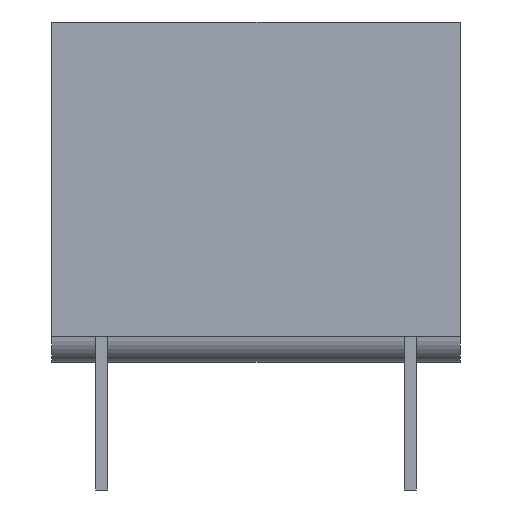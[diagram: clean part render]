
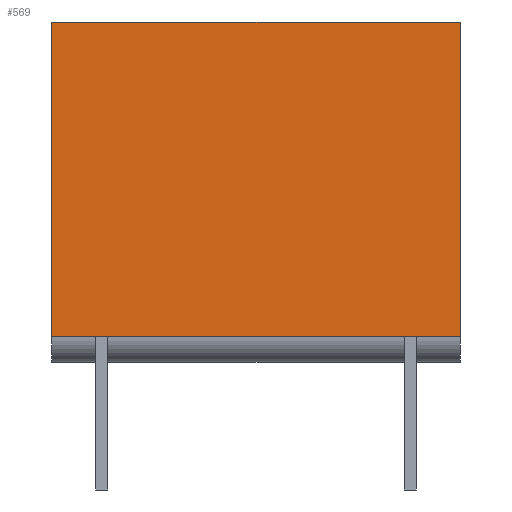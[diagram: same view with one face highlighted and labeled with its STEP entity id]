
A CAD part, left-side view. The second image highlights one B-rep face of the part: STEP entity #569.
In plain terms, the highlighted free-form (B-spline) face has degree [1, 1] with [2, 2] control points.
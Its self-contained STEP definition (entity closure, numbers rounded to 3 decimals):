
#425=CARTESIAN_POINT('',(-10.1,5.05,0.64));
#426=VERTEX_POINT('',#425);
#433=CARTESIAN_POINT('',(-10.1,5.05,8.4));
#434=VERTEX_POINT('',#433);
#435=CARTESIAN_POINT('',(-10.1,5.05,8.4));
#436=DIRECTION('',(0.0,0.0,-1.0));
#437=VECTOR('',#436,7.76);
#438=LINE('',#435,#437);
#439=EDGE_CURVE('',#434,#426,#438,.T.);
#528=CARTESIAN_POINT('',(-10.1,-5.05,0.64));
#529=VERTEX_POINT('',#528);
#536=CARTESIAN_POINT('',(-10.1,5.05,0.64));
#537=DIRECTION('',(0.0,-1.0,0.0));
#538=VECTOR('',#537,10.1);
#539=LINE('',#536,#538);
#540=EDGE_CURVE('',#426,#529,#539,.T.);
#546=CARTESIAN_POINT('',(-10.1,-5.05,8.4));
#547=CARTESIAN_POINT('',(-10.1,-5.05,0.64));
#548=CARTESIAN_POINT('',(-10.1,5.05,8.4));
#549=CARTESIAN_POINT('',(-10.1,5.05,0.64));
#550=B_SPLINE_SURFACE_WITH_KNOTS('',1,1,((#546,#548),(#547,#549)),.UNSPECIFIED.,.F.,.F.,.U.,(2,2),(2,2),(0.0,7.76),(0.0,10.1),.UNSPECIFIED.);
#551=CARTESIAN_POINT('',(-10.1,-5.05,8.4));
#552=VERTEX_POINT('',#551);
#553=CARTESIAN_POINT('',(-10.1,-5.05,8.4));
#554=DIRECTION('',(0.0,0.0,-1.0));
#555=VECTOR('',#554,7.76);
#556=LINE('',#553,#555);
#557=EDGE_CURVE('',#552,#529,#556,.T.);
#558=ORIENTED_EDGE('',*,*,#557,.F.);
#559=CARTESIAN_POINT('',(-10.1,-5.05,8.4));
#560=DIRECTION('',(0.0,1.0,0.0));
#561=VECTOR('',#560,10.1);
#562=LINE('',#559,#561);
#563=EDGE_CURVE('',#552,#434,#562,.T.);
#564=ORIENTED_EDGE('',*,*,#563,.T.);
#565=ORIENTED_EDGE('',*,*,#439,.T.);
#566=ORIENTED_EDGE('',*,*,#540,.T.);
#567=EDGE_LOOP('',(#558,#564,#565,#566));
#568=FACE_OUTER_BOUND('',#567,.T.);
#569=ADVANCED_FACE('',(#568),#550,.F.);
